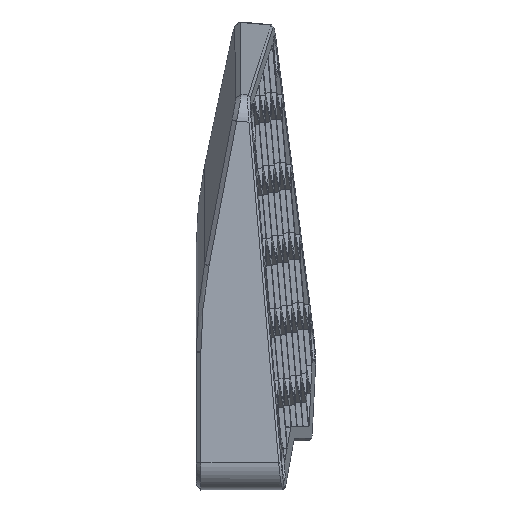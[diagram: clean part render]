
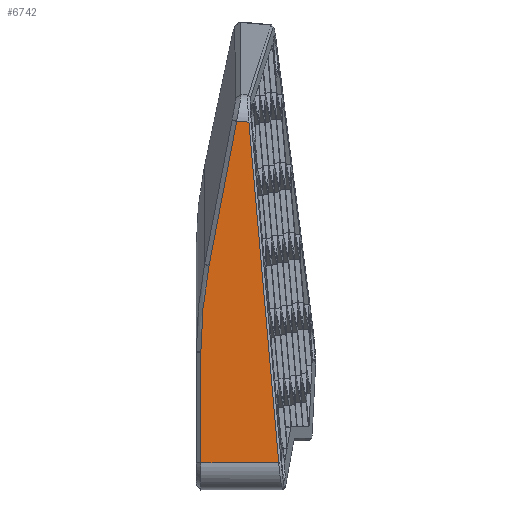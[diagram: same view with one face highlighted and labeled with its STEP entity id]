
A CAD part, left-side view. The second image highlights one B-rep face of the part: STEP entity #6742.
In plain terms, the highlighted planar face has unit normal (-1, 0, -0.002).
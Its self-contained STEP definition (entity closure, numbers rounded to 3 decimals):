
#90=B_SPLINE_CURVE_WITH_KNOTS('',3,(#9611,#9612,#9613,#9614),
 .UNSPECIFIED.,.F.,.F.,(4,4),(-1.214,-1.198),
 .UNSPECIFIED.);
#92=B_SPLINE_CURVE_WITH_KNOTS('',3,(#9639,#9640,#9641,#9642),
 .UNSPECIFIED.,.F.,.F.,(4,4),(-1.569,-1.379),
 .UNSPECIFIED.);
#94=B_SPLINE_CURVE_WITH_KNOTS('',3,(#9665,#9666,#9667,#9668),
 .UNSPECIFIED.,.F.,.F.,(4,4),(-0.656,-0.638),
 .UNSPECIFIED.);
#100=B_SPLINE_CURVE_WITH_KNOTS('',3,(#9776,#9777,#9778,#9779),
 .UNSPECIFIED.,.F.,.F.,(4,4),(-1.571,-1.569),
 .UNSPECIFIED.);
#121=B_SPLINE_CURVE_WITH_KNOTS('',3,(#10017,#10018,#10019,#10020),
 .UNSPECIFIED.,.F.,.F.,(4,4),(1.187,1.202),
 .UNSPECIFIED.);
#211=LINE('',#9591,#985);
#222=LINE('',#9714,#996);
#235=LINE('',#10006,#1009);
#236=LINE('',#10014,#1010);
#237=LINE('',#10016,#1011);
#985=VECTOR('',#7684,10.);
#996=VECTOR('',#7699,10.);
#1009=VECTOR('',#7722,10.);
#1010=VECTOR('',#7725,10.);
#1011=VECTOR('',#7726,10.);
#1749=PLANE('',#7142);
#2082=FACE_OUTER_BOUND('',#2478,.T.);
#2478=EDGE_LOOP('',(#4797,#4798,#4799,#4800,#4801,#4802,#4803,#4804,#4805,
#4806));
#3051=VERTEX_POINT('',#9579);
#3053=VERTEX_POINT('',#9588);
#3054=VERTEX_POINT('',#9590);
#3057=VERTEX_POINT('',#9636);
#3058=VERTEX_POINT('',#9638);
#3067=VERTEX_POINT('',#9711);
#3068=VERTEX_POINT('',#9713);
#3081=VERTEX_POINT('',#10005);
#3082=VERTEX_POINT('',#10013);
#3083=VERTEX_POINT('',#10015);
#3709=EDGE_CURVE('',#3053,#3054,#211,.T.);
#3712=EDGE_CURVE('',#3054,#3051,#90,.T.);
#3715=EDGE_CURVE('',#3057,#3058,#92,.T.);
#3718=EDGE_CURVE('',#3058,#3053,#94,.T.);
#3728=EDGE_CURVE('',#3067,#3068,#222,.T.);
#3736=EDGE_CURVE('',#3068,#3057,#100,.T.);
#3763=EDGE_CURVE('',#3051,#3081,#235,.T.);
#3765=EDGE_CURVE('',#3082,#3067,#236,.T.);
#3766=EDGE_CURVE('',#3083,#3082,#237,.T.);
#3767=EDGE_CURVE('',#3081,#3083,#121,.T.);
#4797=ORIENTED_EDGE('',*,*,#3712,.F.);
#4798=ORIENTED_EDGE('',*,*,#3709,.F.);
#4799=ORIENTED_EDGE('',*,*,#3718,.F.);
#4800=ORIENTED_EDGE('',*,*,#3715,.F.);
#4801=ORIENTED_EDGE('',*,*,#3736,.F.);
#4802=ORIENTED_EDGE('',*,*,#3728,.F.);
#4803=ORIENTED_EDGE('',*,*,#3765,.F.);
#4804=ORIENTED_EDGE('',*,*,#3766,.F.);
#4805=ORIENTED_EDGE('',*,*,#3767,.F.);
#4806=ORIENTED_EDGE('',*,*,#3763,.F.);
#6742=ADVANCED_FACE('',(#2082),#1749,.T.);
#7142=AXIS2_PLACEMENT_3D('',#10012,#7723,#7724);
#7684=DIRECTION('',(-0.002,-0.188,0.982));
#7699=DIRECTION('',(-0.002,0.,1.));
#7722=DIRECTION('',(0.,-0.996,-0.094));
#7723=DIRECTION('center_axis',(-1.,0.,-0.002));
#7724=DIRECTION('ref_axis',(0.002,0.,-1.));
#7725=DIRECTION('',(0.,1.,0.));
#7726=DIRECTION('',(0.002,-0.087,-0.996));
#9579=CARTESIAN_POINT('',(-299.888,14.633,111.829));
#9588=CARTESIAN_POINT('',(-299.832,20.704,80.056));
#9590=CARTESIAN_POINT('',(-299.888,14.651,111.736));
#9591=CARTESIAN_POINT('',(-299.843,19.507,86.324));
#9611=CARTESIAN_POINT('Ctrl Pts',(-299.888,14.651,111.736));
#9612=CARTESIAN_POINT('Ctrl Pts',(-299.888,14.645,111.767));
#9613=CARTESIAN_POINT('Ctrl Pts',(-299.888,14.639,111.798));
#9614=CARTESIAN_POINT('Ctrl Pts',(-299.888,14.633,111.829));
#9636=CARTESIAN_POINT('',(-299.798,22.558,60.837));
#9638=CARTESIAN_POINT('',(-299.831,20.738,79.876));
#9639=CARTESIAN_POINT('Ctrl Pts',(-299.798,22.558,60.837));
#9640=CARTESIAN_POINT('Ctrl Pts',(-299.809,22.546,67.223));
#9641=CARTESIAN_POINT('Ctrl Pts',(-299.82,21.936,73.607));
#9642=CARTESIAN_POINT('Ctrl Pts',(-299.831,20.738,79.876));
#9665=CARTESIAN_POINT('Ctrl Pts',(-299.831,20.738,79.876));
#9666=CARTESIAN_POINT('Ctrl Pts',(-299.832,20.727,79.936));
#9667=CARTESIAN_POINT('Ctrl Pts',(-299.832,20.716,79.996));
#9668=CARTESIAN_POINT('Ctrl Pts',(-299.832,20.704,80.056));
#9711=CARTESIAN_POINT('',(-299.754,22.558,36.237));
#9713=CARTESIAN_POINT('',(-299.797,22.558,60.651));
#9714=CARTESIAN_POINT('',(-299.85,22.558,90.491));
#9776=CARTESIAN_POINT('Ctrl Pts',(-299.797,22.558,60.651));
#9777=CARTESIAN_POINT('Ctrl Pts',(-299.797,22.558,60.713));
#9778=CARTESIAN_POINT('Ctrl Pts',(-299.797,22.558,60.775));
#9779=CARTESIAN_POINT('Ctrl Pts',(-299.798,22.558,60.837));
#10005=CARTESIAN_POINT('',(-299.888,11.95,111.575));
#10006=CARTESIAN_POINT('',(-299.888,13.527,111.725));
#10012=CARTESIAN_POINT('Origin',(-299.864,19.8,97.969));
#10013=CARTESIAN_POINT('',(-299.754,5.349,36.237));
#10014=CARTESIAN_POINT('',(-299.754,14.534,36.237));
#10015=CARTESIAN_POINT('',(-299.888,11.942,111.484));
#10016=CARTESIAN_POINT('',(-299.85,10.064,90.054));
#10017=CARTESIAN_POINT('Ctrl Pts',(-299.888,11.95,111.575));
#10018=CARTESIAN_POINT('Ctrl Pts',(-299.888,11.947,111.545));
#10019=CARTESIAN_POINT('Ctrl Pts',(-299.888,11.945,111.514));
#10020=CARTESIAN_POINT('Ctrl Pts',(-299.888,11.942,111.484));
